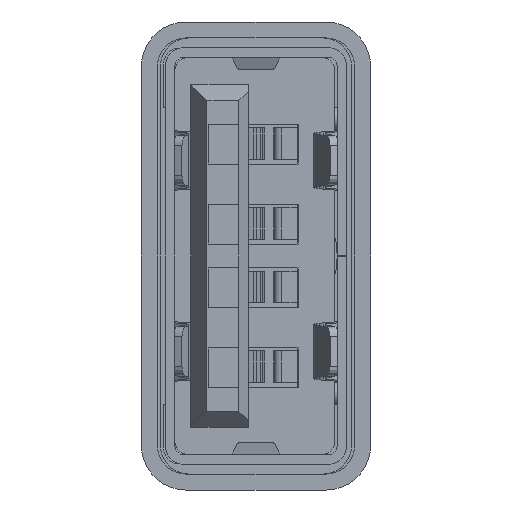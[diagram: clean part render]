
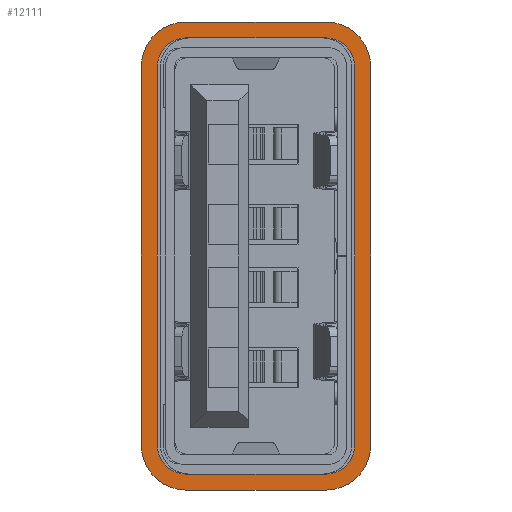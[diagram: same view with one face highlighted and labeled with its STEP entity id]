
A CAD part, left-side view. The second image highlights one B-rep face of the part: STEP entity #12111.
In plain terms, the highlighted face is planar.
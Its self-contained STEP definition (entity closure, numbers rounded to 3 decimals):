
#664 = CARTESIAN_POINT ( 'NONE',  ( -5.95, 3.1, 0. ) ) ;
#1471 = ORIENTED_EDGE ( 'NONE', *, *, #35299, .F. ) ;
#1811 = LINE ( 'NONE', #11321, #19320 ) ;
#1919 = DIRECTION ( 'NONE',  ( 0., 0., 1. ) ) ;
#1963 = LINE ( 'NONE', #4094, #35024 ) ;
#2165 = ORIENTED_EDGE ( 'NONE', *, *, #5013, .F. ) ;
#2179 = ORIENTED_EDGE ( 'NONE', *, *, #32987, .F. ) ;
#2336 = LINE ( 'NONE', #32560, #20856 ) ;
#2537 = CARTESIAN_POINT ( 'NONE',  ( -5.95, 2.2, 0. ) ) ;
#3127 = DIRECTION ( 'NONE',  ( -1., 0., 0. ) ) ;
#3303 = AXIS2_PLACEMENT_3D ( 'NONE', #2537, #24803, #25076 ) ;
#3535 = CARTESIAN_POINT ( 'NONE',  ( 5.95, -3.1, 0. ) ) ;
#3768 = DIRECTION ( 'NONE',  ( 0., 0., 1. ) ) ;
#3957 = EDGE_CURVE ( 'NONE', #13128, #36714, #24822, .T. ) ;
#4094 = CARTESIAN_POINT ( 'NONE',  ( -5.95, 3.1, 0. ) ) ;
#5013 = EDGE_CURVE ( 'NONE', #5599, #34654, #10182, .T. ) ;
#5283 = CARTESIAN_POINT ( 'NONE',  ( 5.95, 2.2, 0. ) ) ;
#5341 = FACE_OUTER_BOUND ( 'NONE', #20314, .T. ) ;
#5363 = CARTESIAN_POINT ( 'NONE',  ( -5.95, -3.1, 0. ) ) ;
#5599 = VERTEX_POINT ( 'NONE', #664 ) ;
#6083 = CARTESIAN_POINT ( 'NONE',  ( -5.95, 2.2, 0. ) ) ;
#6125 = VERTEX_POINT ( 'NONE', #13770 ) ;
#6316 = DIRECTION ( 'NONE',  ( 0., 0., -1. ) ) ;
#6415 = CIRCLE ( 'NONE', #11547, 0.9 ) ;
#6976 = VERTEX_POINT ( 'NONE', #38235 ) ;
#7513 = ORIENTED_EDGE ( 'NONE', *, *, #35797, .T. ) ;
#8118 = CIRCLE ( 'NONE', #14869, 1.4 ) ;
#8340 = CARTESIAN_POINT ( 'NONE',  ( 7.35, 2.2, 0. ) ) ;
#8362 = VERTEX_POINT ( 'NONE', #25591 ) ;
#8529 = CIRCLE ( 'NONE', #31755, 0.9 ) ;
#9294 = DIRECTION ( 'NONE',  ( 1., 0., 0. ) ) ;
#9483 = AXIS2_PLACEMENT_3D ( 'NONE', #22953, #3768, #19196 ) ;
#9813 = DIRECTION ( 'NONE',  ( 1., 0., 0. ) ) ;
#10182 = CIRCLE ( 'NONE', #3303, 0.9 ) ;
#11132 = EDGE_CURVE ( 'NONE', #36714, #6125, #6415, .T. ) ;
#11321 = CARTESIAN_POINT ( 'NONE',  ( -6.85, 2.2, 0. ) ) ;
#11547 = AXIS2_PLACEMENT_3D ( 'NONE', #20497, #23722, #40025 ) ;
#11615 = DIRECTION ( 'NONE',  ( 0., 1., 0. ) ) ;
#11698 = ORIENTED_EDGE ( 'NONE', *, *, #30168, .F. ) ;
#11840 = ORIENTED_EDGE ( 'NONE', *, *, #17094, .T. ) ;
#12111 = ADVANCED_FACE ( 'NONE', ( #26352, #5341 ), #34868, .F. ) ;
#12115 = AXIS2_PLACEMENT_3D ( 'NONE', #22274, #6316, #28718 ) ;
#12216 = CIRCLE ( 'NONE', #24642, 0.9 ) ;
#12409 = AXIS2_PLACEMENT_3D ( 'NONE', #40177, #37049, #20804 ) ;
#12532 = DIRECTION ( 'NONE',  ( 0., 0., 1. ) ) ;
#13058 = DIRECTION ( 'NONE',  ( 0., -1., 0. ) ) ;
#13128 = VERTEX_POINT ( 'NONE', #32990 ) ;
#13253 = CARTESIAN_POINT ( 'NONE',  ( -7.35, 2.2, 0. ) ) ;
#13770 = CARTESIAN_POINT ( 'NONE',  ( 6.85, -2.2, 0. ) ) ;
#13837 = EDGE_CURVE ( 'NONE', #21340, #8362, #15292, .T. ) ;
#14522 = VERTEX_POINT ( 'NONE', #14770 ) ;
#14770 = CARTESIAN_POINT ( 'NONE',  ( 7.35, -2.2, 0. ) ) ;
#14869 = AXIS2_PLACEMENT_3D ( 'NONE', #38731, #25935, #38453 ) ;
#15292 = CIRCLE ( 'NONE', #12409, 1.4 ) ;
#15914 = ORIENTED_EDGE ( 'NONE', *, *, #13837, .T. ) ;
#16312 = VECTOR ( 'NONE', #17693, 1000. ) ;
#16751 = ORIENTED_EDGE ( 'NONE', *, *, #11132, .F. ) ;
#17094 = EDGE_CURVE ( 'NONE', #41112, #21340, #20091, .T. ) ;
#17693 = DIRECTION ( 'NONE',  ( 1., 0., 0. ) ) ;
#18094 = VECTOR ( 'NONE', #13058, 1000. ) ;
#19068 = CARTESIAN_POINT ( 'NONE',  ( -5.95, -2.2, 0. ) ) ;
#19196 = DIRECTION ( 'NONE',  ( 1., 0., 0. ) ) ;
#19320 = VECTOR ( 'NONE', #30630, 1000. ) ;
#19597 = ORIENTED_EDGE ( 'NONE', *, *, #3957, .F. ) ;
#19675 = CARTESIAN_POINT ( 'NONE',  ( 6.85, 2.2, 0. ) ) ;
#20001 = VERTEX_POINT ( 'NONE', #28938 ) ;
#20091 = LINE ( 'NONE', #29007, #18094 ) ;
#20314 = EDGE_LOOP ( 'NONE', ( #31409, #40225, #30859, #11840, #15914, #21113, #7513, #28413 ) ) ;
#20497 = CARTESIAN_POINT ( 'NONE',  ( 5.95, -2.2, 0. ) ) ;
#20578 = EDGE_CURVE ( 'NONE', #37939, #41112, #25577, .T. ) ;
#20804 = DIRECTION ( 'NONE',  ( 1., 0., 0. ) ) ;
#20856 = VECTOR ( 'NONE', #32697, 1000. ) ;
#21113 = ORIENTED_EDGE ( 'NONE', *, *, #38473, .T. ) ;
#21340 = VERTEX_POINT ( 'NONE', #27734 ) ;
#21393 = EDGE_CURVE ( 'NONE', #14522, #29799, #36025, .T. ) ;
#21832 = CARTESIAN_POINT ( 'NONE',  ( 7.35, 2.2, 0. ) ) ;
#22274 = CARTESIAN_POINT ( 'NONE',  ( 5.95, 2.2, 0. ) ) ;
#22953 = CARTESIAN_POINT ( 'NONE',  ( 5.95, -2.2, 0. ) ) ;
#23441 = EDGE_CURVE ( 'NONE', #25921, #37939, #2336, .T. ) ;
#23722 = DIRECTION ( 'NONE',  ( 0., 0., 1. ) ) ;
#23951 = EDGE_CURVE ( 'NONE', #6125, #6976, #37867, .T. ) ;
#24258 = CARTESIAN_POINT ( 'NONE',  ( 5.95, 3.6, 0. ) ) ;
#24642 = AXIS2_PLACEMENT_3D ( 'NONE', #19068, #41532, #9813 ) ;
#24803 = DIRECTION ( 'NONE',  ( 0., 0., 1. ) ) ;
#24822 = LINE ( 'NONE', #5363, #16312 ) ;
#25076 = DIRECTION ( 'NONE',  ( 1., 0., 0. ) ) ;
#25413 = ORIENTED_EDGE ( 'NONE', *, *, #40216, .F. ) ;
#25577 = CIRCLE ( 'NONE', #31867, 1.4 ) ;
#25591 = CARTESIAN_POINT ( 'NONE',  ( -5.95, -3.6, 0. ) ) ;
#25921 = VERTEX_POINT ( 'NONE', #24258 ) ;
#25935 = DIRECTION ( 'NONE',  ( 0., 0., 1. ) ) ;
#26352 = FACE_BOUND ( 'NONE', #27435, .T. ) ;
#26652 = CARTESIAN_POINT ( 'NONE',  ( -6.85, -2.2, 0. ) ) ;
#27435 = EDGE_LOOP ( 'NONE', ( #2179, #2165, #1471, #11698, #39326, #16751, #19597, #25413 ) ) ;
#27734 = CARTESIAN_POINT ( 'NONE',  ( -7.35, -2.2, 0. ) ) ;
#27826 = VECTOR ( 'NONE', #30008, 1000. ) ;
#27890 = LINE ( 'NONE', #40782, #40948 ) ;
#28413 = ORIENTED_EDGE ( 'NONE', *, *, #21393, .T. ) ;
#28718 = DIRECTION ( 'NONE',  ( -1., 0., 0. ) ) ;
#28938 = CARTESIAN_POINT ( 'NONE',  ( 5.95, 3.1, 0. ) ) ;
#29007 = CARTESIAN_POINT ( 'NONE',  ( -7.35, 2.2, 0. ) ) ;
#29118 = EDGE_CURVE ( 'NONE', #29799, #25921, #8118, .T. ) ;
#29799 = VERTEX_POINT ( 'NONE', #8340 ) ;
#30008 = DIRECTION ( 'NONE',  ( 0., 1., 0. ) ) ;
#30168 = EDGE_CURVE ( 'NONE', #6976, #20001, #8529, .T. ) ;
#30630 = DIRECTION ( 'NONE',  ( 0., -1., 0. ) ) ;
#30859 = ORIENTED_EDGE ( 'NONE', *, *, #20578, .T. ) ;
#31409 = ORIENTED_EDGE ( 'NONE', *, *, #29118, .T. ) ;
#31755 = AXIS2_PLACEMENT_3D ( 'NONE', #5283, #1919, #36933 ) ;
#31867 = AXIS2_PLACEMENT_3D ( 'NONE', #6083, #12532, #9294 ) ;
#32560 = CARTESIAN_POINT ( 'NONE',  ( -5.95, 3.6, 0. ) ) ;
#32697 = DIRECTION ( 'NONE',  ( -1., 0., 0. ) ) ;
#32987 = EDGE_CURVE ( 'NONE', #34654, #41082, #1811, .T. ) ;
#32990 = CARTESIAN_POINT ( 'NONE',  ( -5.95, -3.1, 0. ) ) ;
#33433 = CIRCLE ( 'NONE', #9483, 1.4 ) ;
#34654 = VERTEX_POINT ( 'NONE', #39129 ) ;
#34868 = PLANE ( 'NONE',  #12115 ) ;
#35024 = VECTOR ( 'NONE', #3127, 1000. ) ;
#35299 = EDGE_CURVE ( 'NONE', #20001, #5599, #1963, .T. ) ;
#35797 = EDGE_CURVE ( 'NONE', #38515, #14522, #33433, .T. ) ;
#36025 = LINE ( 'NONE', #21832, #39075 ) ;
#36714 = VERTEX_POINT ( 'NONE', #3535 ) ;
#36933 = DIRECTION ( 'NONE',  ( -1., 0., 0. ) ) ;
#37049 = DIRECTION ( 'NONE',  ( 0., 0., 1. ) ) ;
#37398 = CARTESIAN_POINT ( 'NONE',  ( -5.95, 3.6, 0. ) ) ;
#37867 = LINE ( 'NONE', #19675, #27826 ) ;
#37939 = VERTEX_POINT ( 'NONE', #37398 ) ;
#38235 = CARTESIAN_POINT ( 'NONE',  ( 6.85, 2.2, 0. ) ) ;
#38453 = DIRECTION ( 'NONE',  ( -1., 0., 0. ) ) ;
#38473 = EDGE_CURVE ( 'NONE', #8362, #38515, #27890, .T. ) ;
#38515 = VERTEX_POINT ( 'NONE', #40634 ) ;
#38731 = CARTESIAN_POINT ( 'NONE',  ( 5.95, 2.2, 0. ) ) ;
#39075 = VECTOR ( 'NONE', #11615, 1000. ) ;
#39129 = CARTESIAN_POINT ( 'NONE',  ( -6.85, 2.2, 0. ) ) ;
#39326 = ORIENTED_EDGE ( 'NONE', *, *, #23951, .F. ) ;
#40025 = DIRECTION ( 'NONE',  ( 1., 0., 0. ) ) ;
#40177 = CARTESIAN_POINT ( 'NONE',  ( -5.95, -2.2, 0. ) ) ;
#40216 = EDGE_CURVE ( 'NONE', #41082, #13128, #12216, .T. ) ;
#40225 = ORIENTED_EDGE ( 'NONE', *, *, #23441, .T. ) ;
#40498 = DIRECTION ( 'NONE',  ( 1., 0., 0. ) ) ;
#40634 = CARTESIAN_POINT ( 'NONE',  ( 5.95, -3.6, 0. ) ) ;
#40782 = CARTESIAN_POINT ( 'NONE',  ( -5.95, -3.6, 0. ) ) ;
#40948 = VECTOR ( 'NONE', #40498, 1000. ) ;
#41082 = VERTEX_POINT ( 'NONE', #26652 ) ;
#41112 = VERTEX_POINT ( 'NONE', #13253 ) ;
#41532 = DIRECTION ( 'NONE',  ( 0., 0., 1. ) ) ;
